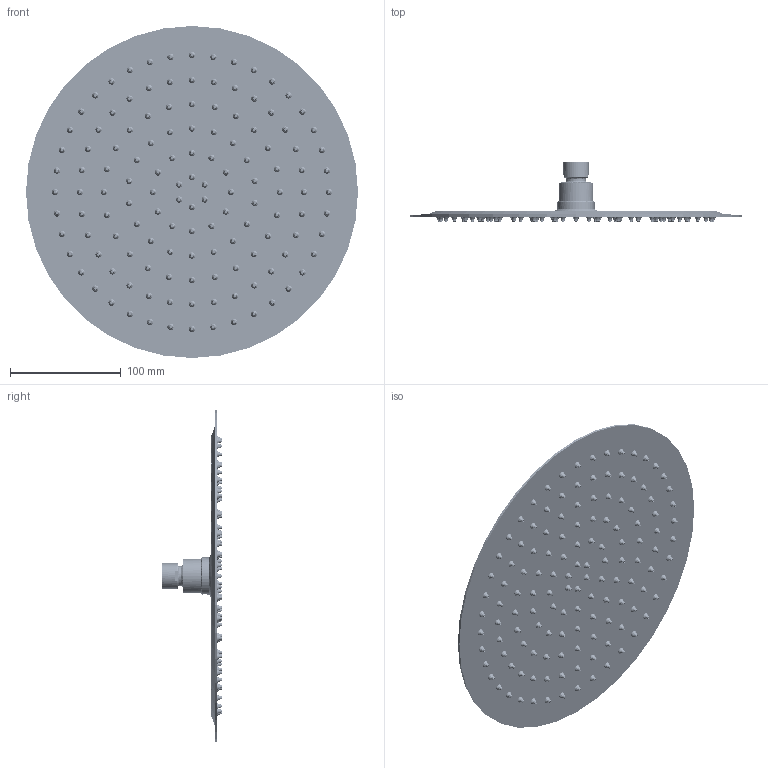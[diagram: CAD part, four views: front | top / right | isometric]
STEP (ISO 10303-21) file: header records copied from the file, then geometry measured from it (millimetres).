
FILE_DESCRIPTION (( 'STEP AP203' ), '1' );
FILE_NAME ('99Z304574_b.STEP', '2025-03-05T11:40:46', ( '' ), ( '' ), 'SwSTEP 2.0', 'SolidWorks 2021', '' );
FILE_SCHEMA (( 'CONFIG_CONTROL_DESIGN' ));
Products named in the file (1): 99Z304574_b
Bounding box: 300 x 54.05 x 300 mm (x, y, z)
Surface area: 424539.7 mm2 (no closed solid volume)
Topology: 0 solids, 8 shells, 3893 faces, 9956 edges, 6627 vertices
Faces by surface type: bspline 1529, cylinder 1126, plane 678, cone 560
Entity records: 155048 total; most frequent: CARTESIAN_POINT 62417, ORIENTED_EDGE 19908, DIRECTION 19413, EDGE_CURVE 9956, AXIS2_PLACEMENT_3D 8624, VERTEX_POINT 6627, CIRCLE 6259, EDGE_LOOP 4985
